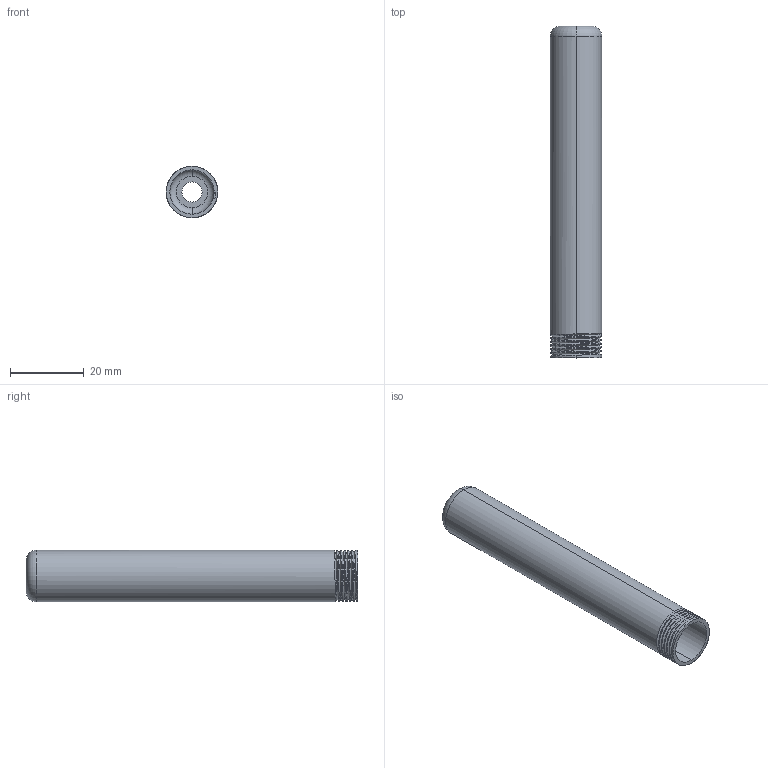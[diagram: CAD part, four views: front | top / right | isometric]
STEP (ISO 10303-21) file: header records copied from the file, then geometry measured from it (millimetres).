
FILE_DESCRIPTION (( 'STEP AP203' ), '1' );
FILE_NAME ('douille.STEP', '2022-12-08T20:18:56', ( '' ), ( '' ), 'SwSTEP 2.0', 'SolidWorks 2019', '' );
FILE_SCHEMA (( 'CONFIG_CONTROL_DESIGN' ));
Length unit declared in the file: millimetre
Products named in the file (1): douille
Bounding box: 14 x 90 x 14 mm (x, y, z)
Volume: 3659.9 mm3; surface area: 7655 mm2
Topology: 1 solids, 1 shells, 30 faces, 75 edges, 48 vertices
Faces by surface type: cylinder 18, plane 5, torus 4, bspline 3
Entity records: 1840 total; most frequent: CARTESIAN_POINT 1117, ORIENTED_EDGE 150, DIRECTION 124, EDGE_CURVE 75, AXIS2_PLACEMENT_3D 49, VERTEX_POINT 48, EDGE_LOOP 33, FACE_OUTER_BOUND 30
